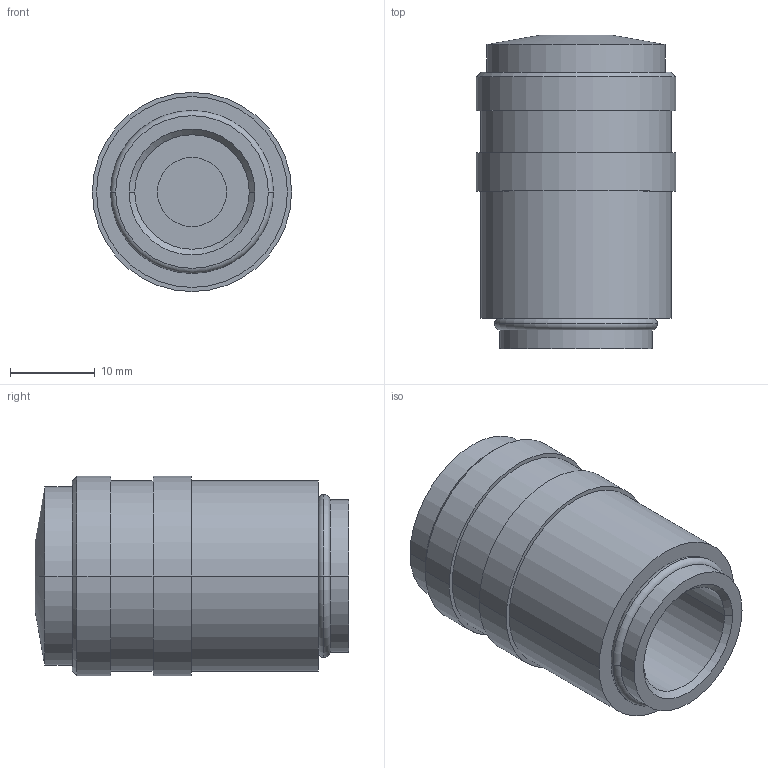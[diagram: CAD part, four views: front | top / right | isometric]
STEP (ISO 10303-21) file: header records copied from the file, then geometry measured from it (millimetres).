
FILE_DESCRIPTION(('STEP AP214'),'1');
FILE_NAME('esh-b.stp','2020-04-22T06:05:27',('TraceParts'),('TraceParts S.A.'),'Spatial InterOp 3D',' ',' ');
FILE_SCHEMA(('automotive_design'));
Length unit declared in the file: millimetre
Products named in the file (1): 1
Bounding box: 23.5 x 37 x 23.5 mm (x, y, z)
Volume: 10976.3 mm3; surface area: 4559.6 mm2
Topology: 1 solids, 1 shells, 35 faces, 69 edges, 43 vertices
Faces by surface type: cylinder 16, plane 9, cone 6, torus 4
Entity records: 1214 total; most frequent: DIRECTION 188, CARTESIAN_POINT 148, ORIENTED_EDGE 138, AXIS2_PLACEMENT_3D 83, EDGE_CURVE 69, CIRCLE 47, VERTEX_POINT 43, EDGE_LOOP 42
